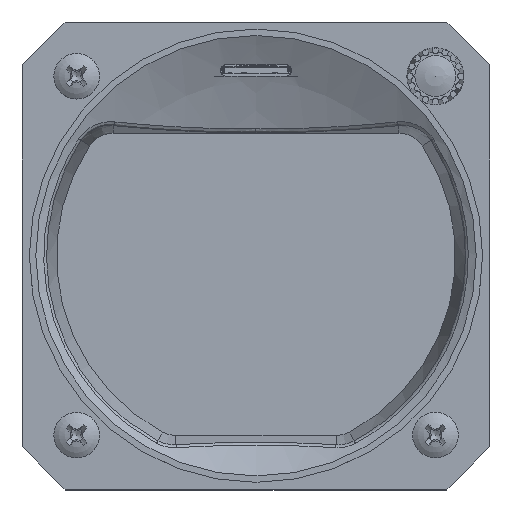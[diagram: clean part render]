
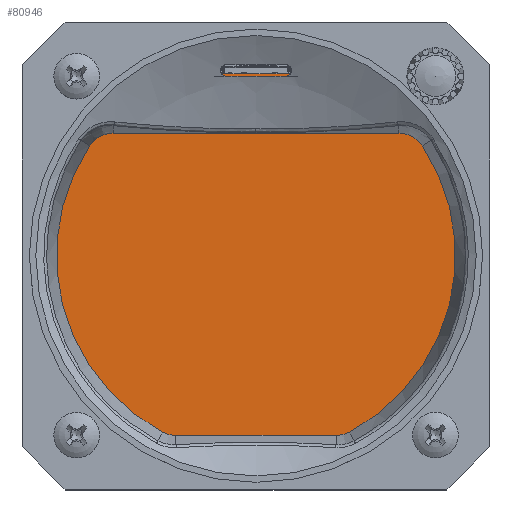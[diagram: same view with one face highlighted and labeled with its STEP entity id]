
A CAD part, top view. The second image highlights one B-rep face of the part: STEP entity #80946.
In plain terms, the highlighted planar face has unit normal (0, 0, 1).
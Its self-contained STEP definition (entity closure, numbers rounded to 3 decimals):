
#80545 = VERTEX_POINT('',#80546);
#80546 = CARTESIAN_POINT('',(38.5,-32.,-4.72));
#80553 = PLANE('',#80554);
#80554 = AXIS2_PLACEMENT_3D('',#80555,#80556,#80557);
#80555 = CARTESIAN_POINT('',(38.5,-32.,-7.9));
#80556 = DIRECTION('',(0.,-1.,0.));
#80557 = DIRECTION('',(-1.,0.,0.));
#80565 = PLANE('',#80566);
#80566 = AXIS2_PLACEMENT_3D('',#80567,#80568,#80569);
#80567 = CARTESIAN_POINT('',(38.5,32.,-7.9));
#80568 = DIRECTION('',(1.,0.,0.));
#80569 = DIRECTION('',(0.,-1.,0.));
#80577 = EDGE_CURVE('',#80545,#80578,#80580,.T.);
#80578 = VERTEX_POINT('',#80579);
#80579 = CARTESIAN_POINT('',(-38.5,-32.,-4.72));
#80580 = SURFACE_CURVE('',#80581,(#80585,#80592),.PCURVE_S1.);
#80581 = LINE('',#80582,#80583);
#80582 = CARTESIAN_POINT('',(38.5,-32.,-4.72));
#80583 = VECTOR('',#80584,1.);
#80584 = DIRECTION('',(-1.,0.,0.));
#80585 = PCURVE('',#80553,#80586);
#80586 = DEFINITIONAL_REPRESENTATION('',(#80587),#80591);
#80587 = LINE('',#80588,#80589);
#80588 = CARTESIAN_POINT('',(0.,-3.18));
#80589 = VECTOR('',#80590,1.);
#80590 = DIRECTION('',(1.,0.));
#80591 = ( GEOMETRIC_REPRESENTATION_CONTEXT(2) 
PARAMETRIC_REPRESENTATION_CONTEXT() REPRESENTATION_CONTEXT('2D SPACE',''
  ) );
#80592 = PCURVE('',#80593,#80598);
#80593 = PLANE('',#80594);
#80594 = AXIS2_PLACEMENT_3D('',#80595,#80596,#80597);
#80595 = CARTESIAN_POINT('',(0.,0.,-4.72));
#80596 = DIRECTION('',(0.,0.,1.));
#80597 = DIRECTION('',(-1.,0.,0.));
#80598 = DEFINITIONAL_REPRESENTATION('',(#80599),#80603);
#80599 = LINE('',#80600,#80601);
#80600 = CARTESIAN_POINT('',(-38.5,32.));
#80601 = VECTOR('',#80602,1.);
#80602 = DIRECTION('',(1.,0.));
#80603 = ( GEOMETRIC_REPRESENTATION_CONTEXT(2) 
PARAMETRIC_REPRESENTATION_CONTEXT() REPRESENTATION_CONTEXT('2D SPACE',''
  ) );
#80621 = PLANE('',#80622);
#80622 = AXIS2_PLACEMENT_3D('',#80623,#80624,#80625);
#80623 = CARTESIAN_POINT('',(-38.5,-32.,-7.9));
#80624 = DIRECTION('',(-1.,0.,0.));
#80625 = DIRECTION('',(0.,1.,0.));
#80665 = VERTEX_POINT('',#80666);
#80666 = CARTESIAN_POINT('',(38.5,32.,-4.72));
#80680 = PLANE('',#80681);
#80681 = AXIS2_PLACEMENT_3D('',#80682,#80683,#80684);
#80682 = CARTESIAN_POINT('',(-38.5,32.,-7.9));
#80683 = DIRECTION('',(0.,1.,0.));
#80684 = DIRECTION('',(1.,0.,0.));
#80692 = EDGE_CURVE('',#80665,#80545,#80693,.T.);
#80693 = SURFACE_CURVE('',#80694,(#80698,#80705),.PCURVE_S1.);
#80694 = LINE('',#80695,#80696);
#80695 = CARTESIAN_POINT('',(38.5,32.,-4.72));
#80696 = VECTOR('',#80697,1.);
#80697 = DIRECTION('',(0.,-1.,0.));
#80698 = PCURVE('',#80565,#80699);
#80699 = DEFINITIONAL_REPRESENTATION('',(#80700),#80704);
#80700 = LINE('',#80701,#80702);
#80701 = CARTESIAN_POINT('',(0.,-3.18));
#80702 = VECTOR('',#80703,1.);
#80703 = DIRECTION('',(1.,-0.));
#80704 = ( GEOMETRIC_REPRESENTATION_CONTEXT(2) 
PARAMETRIC_REPRESENTATION_CONTEXT() REPRESENTATION_CONTEXT('2D SPACE',''
  ) );
#80705 = PCURVE('',#80593,#80706);
#80706 = DEFINITIONAL_REPRESENTATION('',(#80707),#80711);
#80707 = LINE('',#80708,#80709);
#80708 = CARTESIAN_POINT('',(-38.5,-32.));
#80709 = VECTOR('',#80710,1.);
#80710 = DIRECTION('',(0.,1.));
#80711 = ( GEOMETRIC_REPRESENTATION_CONTEXT(2) 
PARAMETRIC_REPRESENTATION_CONTEXT() REPRESENTATION_CONTEXT('2D SPACE',''
  ) );
#80739 = EDGE_CURVE('',#80578,#80740,#80742,.T.);
#80740 = VERTEX_POINT('',#80741);
#80741 = CARTESIAN_POINT('',(-38.5,32.,-4.72));
#80742 = SURFACE_CURVE('',#80743,(#80747,#80754),.PCURVE_S1.);
#80743 = LINE('',#80744,#80745);
#80744 = CARTESIAN_POINT('',(-38.5,-32.,-4.72));
#80745 = VECTOR('',#80746,1.);
#80746 = DIRECTION('',(0.,1.,0.));
#80747 = PCURVE('',#80621,#80748);
#80748 = DEFINITIONAL_REPRESENTATION('',(#80749),#80753);
#80749 = LINE('',#80750,#80751);
#80750 = CARTESIAN_POINT('',(0.,-3.18));
#80751 = VECTOR('',#80752,1.);
#80752 = DIRECTION('',(1.,0.));
#80753 = ( GEOMETRIC_REPRESENTATION_CONTEXT(2) 
PARAMETRIC_REPRESENTATION_CONTEXT() REPRESENTATION_CONTEXT('2D SPACE',''
  ) );
#80754 = PCURVE('',#80593,#80755);
#80755 = DEFINITIONAL_REPRESENTATION('',(#80756),#80760);
#80756 = LINE('',#80757,#80758);
#80757 = CARTESIAN_POINT('',(38.5,32.));
#80758 = VECTOR('',#80759,1.);
#80759 = DIRECTION('',(0.,-1.));
#80760 = ( GEOMETRIC_REPRESENTATION_CONTEXT(2) 
PARAMETRIC_REPRESENTATION_CONTEXT() REPRESENTATION_CONTEXT('2D SPACE',''
  ) );
#80946 = ADVANCED_FACE('',(#80947),#80593,.T.);
#80947 = FACE_BOUND('',#80948,.F.);
#80948 = EDGE_LOOP('',(#80949,#80950,#80951,#80972));
#80949 = ORIENTED_EDGE('',*,*,#80577,.T.);
#80950 = ORIENTED_EDGE('',*,*,#80739,.T.);
#80951 = ORIENTED_EDGE('',*,*,#80952,.T.);
#80952 = EDGE_CURVE('',#80740,#80665,#80953,.T.);
#80953 = SURFACE_CURVE('',#80954,(#80958,#80965),.PCURVE_S1.);
#80954 = LINE('',#80955,#80956);
#80955 = CARTESIAN_POINT('',(-38.5,32.,-4.72));
#80956 = VECTOR('',#80957,1.);
#80957 = DIRECTION('',(1.,0.,0.));
#80958 = PCURVE('',#80593,#80959);
#80959 = DEFINITIONAL_REPRESENTATION('',(#80960),#80964);
#80960 = LINE('',#80961,#80962);
#80961 = CARTESIAN_POINT('',(38.5,-32.));
#80962 = VECTOR('',#80963,1.);
#80963 = DIRECTION('',(-1.,0.));
#80964 = ( GEOMETRIC_REPRESENTATION_CONTEXT(2) 
PARAMETRIC_REPRESENTATION_CONTEXT() REPRESENTATION_CONTEXT('2D SPACE',''
  ) );
#80965 = PCURVE('',#80680,#80966);
#80966 = DEFINITIONAL_REPRESENTATION('',(#80967),#80971);
#80967 = LINE('',#80968,#80969);
#80968 = CARTESIAN_POINT('',(0.,-3.18));
#80969 = VECTOR('',#80970,1.);
#80970 = DIRECTION('',(1.,0.));
#80971 = ( GEOMETRIC_REPRESENTATION_CONTEXT(2) 
PARAMETRIC_REPRESENTATION_CONTEXT() REPRESENTATION_CONTEXT('2D SPACE',''
  ) );
#80972 = ORIENTED_EDGE('',*,*,#80692,.T.);
